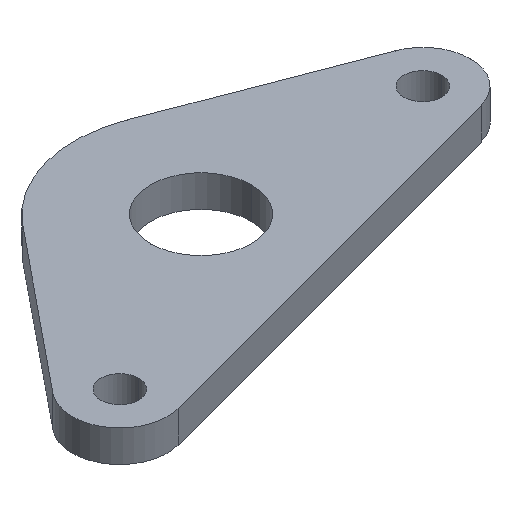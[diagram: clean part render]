
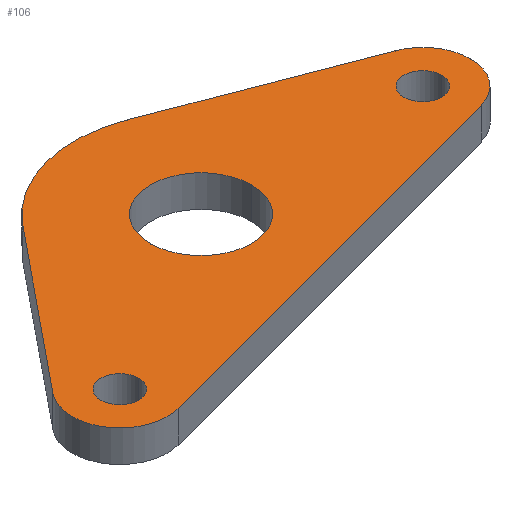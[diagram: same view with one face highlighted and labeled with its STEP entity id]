
A CAD part, isometric view. The second image highlights one B-rep face of the part: STEP entity #106.
In plain terms, the highlighted planar face has unit normal (0, 0, 1).
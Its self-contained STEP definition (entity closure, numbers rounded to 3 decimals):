
#2 = CIRCLE ( 'NONE', #359, 3. ) ;
#5 = DIRECTION ( 'NONE',  ( 0., 0., 1. ) ) ;
#11 = DIRECTION ( 'NONE',  ( 0., 0., 1. ) ) ;
#16 = DIRECTION ( 'NONE',  ( 0., 0., 1. ) ) ;
#19 = LINE ( 'NONE', #23, #172 ) ;
#20 = ORIENTED_EDGE ( 'NONE', *, *, #134, .F. ) ;
#23 = CARTESIAN_POINT ( 'NONE',  ( -28.37, -24.744, 0. ) ) ;
#24 = ORIENTED_EDGE ( 'NONE', *, *, #257, .T. ) ;
#27 = DIRECTION ( 'NONE',  ( -0.63, -0.776, 0. ) ) ;
#40 = AXIS2_PLACEMENT_3D ( 'NONE', #299, #470, #511 ) ;
#58 = EDGE_LOOP ( 'NONE', ( #20, #316 ) ) ;
#61 = CARTESIAN_POINT ( 'NONE',  ( -30.311, -17.5, 0. ) ) ;
#63 = VERTEX_POINT ( 'NONE', #338 ) ;
#68 = LINE ( 'NONE', #369, #298 ) ;
#80 = AXIS2_PLACEMENT_3D ( 'NONE', #351, #490, #101 ) ;
#84 = ORIENTED_EDGE ( 'NONE', *, *, #336, .T. ) ;
#91 = CARTESIAN_POINT ( 'NONE',  ( 35., 0., 0. ) ) ;
#92 = EDGE_LOOP ( 'NONE', ( #504, #566 ) ) ;
#94 = FACE_BOUND ( 'NONE', #141, .T. ) ;
#98 = ORIENTED_EDGE ( 'NONE', *, *, #513, .T. ) ;
#101 = DIRECTION ( 'NONE',  ( 1., 0., 0. ) ) ;
#103 = CARTESIAN_POINT ( 'NONE',  ( -8., 0., 0. ) ) ;
#106 = ADVANCED_FACE ( 'NONE', ( #179, #94, #297, #268 ), #437, .T. ) ;
#108 = DIRECTION ( 'NONE',  ( 1., 0., 0. ) ) ;
#115 = CIRCLE ( 'NONE', #530, 8. ) ;
#116 = ORIENTED_EDGE ( 'NONE', *, *, #494, .F. ) ;
#117 = CIRCLE ( 'NONE', #225, 7.5 ) ;
#119 = ORIENTED_EDGE ( 'NONE', *, *, #465, .F. ) ;
#121 = CARTESIAN_POINT ( 'NONE',  ( 0., 0., 0. ) ) ;
#128 = EDGE_LOOP ( 'NONE', ( #24, #131, #424, #474, #98, #558, #84 ) ) ;
#130 = EDGE_CURVE ( 'NONE', #166, #420, #196, .T. ) ;
#131 = ORIENTED_EDGE ( 'NONE', *, *, #327, .T. ) ;
#132 = DIRECTION ( 'NONE',  ( 0., 0., 1. ) ) ;
#134 = EDGE_CURVE ( 'NONE', #367, #247, #115, .T. ) ;
#137 = CARTESIAN_POINT ( 'NONE',  ( 35., 0., 0. ) ) ;
#138 = VERTEX_POINT ( 'NONE', #536 ) ;
#141 = EDGE_LOOP ( 'NONE', ( #116, #119 ) ) ;
#156 = DIRECTION ( 'NONE',  ( -0.934, 0.357, 0. ) ) ;
#160 = VERTEX_POINT ( 'NONE', #224 ) ;
#165 = DIRECTION ( 'NONE',  ( 0.966, 0.259, 0. ) ) ;
#166 = VERTEX_POINT ( 'NONE', #193 ) ;
#167 = EDGE_CURVE ( 'NONE', #283, #508, #406, .T. ) ;
#172 = VECTOR ( 'NONE', #165, 1000. ) ;
#179 = FACE_BOUND ( 'NONE', #92, .T. ) ;
#181 = DIRECTION ( 'NONE',  ( 1., 0., 0. ) ) ;
#183 = CARTESIAN_POINT ( 'NONE',  ( 0., 0., 0. ) ) ;
#193 = CARTESIAN_POINT ( 'NONE',  ( 42.5, 0., 0. ) ) ;
#196 = CIRCLE ( 'NONE', #215, 7.5 ) ;
#201 = VERTEX_POINT ( 'NONE', #356 ) ;
#204 = EDGE_CURVE ( 'NONE', #508, #283, #478, .T. ) ;
#212 = EDGE_CURVE ( 'NONE', #247, #367, #550, .T. ) ;
#215 = AXIS2_PLACEMENT_3D ( 'NONE', #279, #398, #108 ) ;
#224 = CARTESIAN_POINT ( 'NONE',  ( 38., 0., 0. ) ) ;
#225 = AXIS2_PLACEMENT_3D ( 'NONE', #91, #427, #388 ) ;
#234 = AXIS2_PLACEMENT_3D ( 'NONE', #344, #132, #303 ) ;
#247 = VERTEX_POINT ( 'NONE', #103 ) ;
#249 = LINE ( 'NONE', #325, #440 ) ;
#257 = EDGE_CURVE ( 'NONE', #292, #333, #540, .T. ) ;
#259 = CARTESIAN_POINT ( 'NONE',  ( -27.311, -17.5, 0. ) ) ;
#262 = DIRECTION ( 'NONE',  ( 0., 0., 1. ) ) ;
#268 = FACE_OUTER_BOUND ( 'NONE', #128, .T. ) ;
#270 = CARTESIAN_POINT ( 'NONE',  ( 0., 0., 0. ) ) ;
#279 = CARTESIAN_POINT ( 'NONE',  ( 35., 0., 0. ) ) ;
#281 = CARTESIAN_POINT ( 'NONE',  ( -30.311, -17.5, 0. ) ) ;
#283 = VERTEX_POINT ( 'NONE', #411 ) ;
#285 = DIRECTION ( 'NONE',  ( 1., 0., 0. ) ) ;
#287 = CIRCLE ( 'NONE', #40, 3. ) ;
#292 = VERTEX_POINT ( 'NONE', #552 ) ;
#297 = FACE_BOUND ( 'NONE', #58, .T. ) ;
#298 = VECTOR ( 'NONE', #27, 1000. ) ;
#299 = CARTESIAN_POINT ( 'NONE',  ( 35., 0., 0. ) ) ;
#303 = DIRECTION ( 'NONE',  ( 1., 0., 0. ) ) ;
#306 = EDGE_CURVE ( 'NONE', #138, #501, #19, .T. ) ;
#316 = ORIENTED_EDGE ( 'NONE', *, *, #212, .F. ) ;
#318 = DIRECTION ( 'NONE',  ( 1., 0., 0. ) ) ;
#320 = AXIS2_PLACEMENT_3D ( 'NONE', #61, #5, #318 ) ;
#325 = CARTESIAN_POINT ( 'NONE',  ( 7.143, 18.681, 0. ) ) ;
#327 = EDGE_CURVE ( 'NONE', #333, #63, #68, .T. ) ;
#333 = VERTEX_POINT ( 'NONE', #543 ) ;
#336 = EDGE_CURVE ( 'NONE', #420, #292, #249, .T. ) ;
#338 = CARTESIAN_POINT ( 'NONE',  ( -36.133, -12.772, 0. ) ) ;
#344 = CARTESIAN_POINT ( 'NONE',  ( -30.311, -17.5, 0. ) ) ;
#351 = CARTESIAN_POINT ( 'NONE',  ( 0., 0., 0. ) ) ;
#356 = CARTESIAN_POINT ( 'NONE',  ( 32., 0., 0. ) ) ;
#358 = AXIS2_PLACEMENT_3D ( 'NONE', #183, #360, #486 ) ;
#359 = AXIS2_PLACEMENT_3D ( 'NONE', #137, #262, #430 ) ;
#360 = DIRECTION ( 'NONE',  ( 0., 0., 1. ) ) ;
#365 = CIRCLE ( 'NONE', #234, 7.5 ) ;
#367 = VERTEX_POINT ( 'NONE', #503 ) ;
#369 = CARTESIAN_POINT ( 'NONE',  ( -15.526, 12.607, 0. ) ) ;
#378 = CARTESIAN_POINT ( 'NONE',  ( 37.679, 7.005, 0. ) ) ;
#388 = DIRECTION ( 'NONE',  ( 1., 0., 0. ) ) ;
#398 = DIRECTION ( 'NONE',  ( 0., 0., 1. ) ) ;
#406 = CIRCLE ( 'NONE', #320, 3. ) ;
#411 = CARTESIAN_POINT ( 'NONE',  ( -33.311, -17.5, 0. ) ) ;
#417 = DIRECTION ( 'NONE',  ( 0., 0., 1. ) ) ;
#420 = VERTEX_POINT ( 'NONE', #378 ) ;
#421 = AXIS2_PLACEMENT_3D ( 'NONE', #121, #417, #285 ) ;
#423 = CARTESIAN_POINT ( 'NONE',  ( 36.941, -7.244, 0. ) ) ;
#424 = ORIENTED_EDGE ( 'NONE', *, *, #541, .T. ) ;
#427 = DIRECTION ( 'NONE',  ( 0., 0., 1. ) ) ;
#430 = DIRECTION ( 'NONE',  ( 1., 0., 0. ) ) ;
#437 = PLANE ( 'NONE',  #358 ) ;
#440 = VECTOR ( 'NONE', #156, 1000. ) ;
#451 = DIRECTION ( 'NONE',  ( 1., 0., 0. ) ) ;
#465 = EDGE_CURVE ( 'NONE', #201, #160, #287, .T. ) ;
#470 = DIRECTION ( 'NONE',  ( 0., 0., 1. ) ) ;
#474 = ORIENTED_EDGE ( 'NONE', *, *, #306, .T. ) ;
#478 = CIRCLE ( 'NONE', #559, 3. ) ;
#486 = DIRECTION ( 'NONE',  ( 1., 0., 0. ) ) ;
#490 = DIRECTION ( 'NONE',  ( 0., 0., 1. ) ) ;
#494 = EDGE_CURVE ( 'NONE', #160, #201, #2, .T. ) ;
#501 = VERTEX_POINT ( 'NONE', #423 ) ;
#503 = CARTESIAN_POINT ( 'NONE',  ( 8., 0., 0. ) ) ;
#504 = ORIENTED_EDGE ( 'NONE', *, *, #204, .F. ) ;
#508 = VERTEX_POINT ( 'NONE', #259 ) ;
#511 = DIRECTION ( 'NONE',  ( 1., 0., 0. ) ) ;
#513 = EDGE_CURVE ( 'NONE', #501, #166, #117, .T. ) ;
#530 = AXIS2_PLACEMENT_3D ( 'NONE', #270, #16, #451 ) ;
#536 = CARTESIAN_POINT ( 'NONE',  ( -28.37, -24.744, 0. ) ) ;
#540 = CIRCLE ( 'NONE', #421, 20. ) ;
#541 = EDGE_CURVE ( 'NONE', #63, #138, #365, .T. ) ;
#543 = CARTESIAN_POINT ( 'NONE',  ( -15.526, 12.607, 0. ) ) ;
#550 = CIRCLE ( 'NONE', #80, 8. ) ;
#552 = CARTESIAN_POINT ( 'NONE',  ( 7.143, 18.681, 0. ) ) ;
#558 = ORIENTED_EDGE ( 'NONE', *, *, #130, .T. ) ;
#559 = AXIS2_PLACEMENT_3D ( 'NONE', #281, #11, #181 ) ;
#566 = ORIENTED_EDGE ( 'NONE', *, *, #167, .F. ) ;
